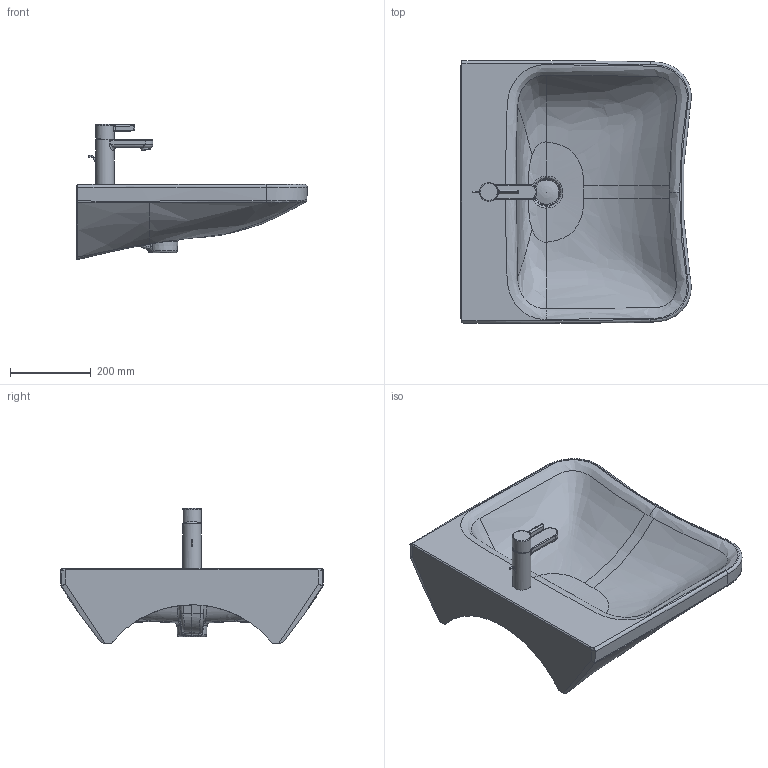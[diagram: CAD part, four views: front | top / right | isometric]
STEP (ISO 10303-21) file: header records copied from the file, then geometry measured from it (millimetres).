
FILE_DESCRIPTION((''),'2;1');
FILE_NAME('232965.stp','2014-10-25T11:07:42',('Administrator'),(''),'Autodesk Inventor 2011','Autodesk Inventor 2011','');
FILE_SCHEMA(('CONFIG_CONTROL_DESIGN'));
Length unit declared in the file: millimetre
Products named in the file (10): 232965; Armatur Durastyle Waschtisch; Fassung Sieb; Griff; Gehäuse; Hebel_Ventil; Gleitring; Kelch; Stopfen
Assembly tree (9 placements, depth 3):
  232965
    232965
    Armatur Durastyle Waschtisch
      Fassung Sieb
      Griff
      Gehäuse
      Hebel_Ventil
      Gleitring
    Kelch
    Stopfen
Bounding box: 569.86 x 649.64 x 334.79 mm (x, y, z)
Volume: 16286737.7 mm3; surface area: 1190585.6 mm2
Topology: 7 solids, 9 shells, 334 faces, 815 edges, 492 vertices
Faces by surface type: bspline 166, cylinder 70, plane 65, torus 17, sphere 9, cone 7
Full cylindrical faces by diameter (mm): 4 x2, 20.15 x1, 21.15 x1, 23.15 x1, 25 x1, 35 x1, 42 x1, 44 x1, 46 x2, 49 x1, 49.009 x1, 60 x1
Entity records: 71465 total; most frequent: CARTESIAN_POINT 64444, ORIENTED_EDGE 1548, DIRECTION 1031, EDGE_CURVE 776, VERTEX_POINT 482, AXIS2_PLACEMENT_3D 425, EDGE_LOOP 386, B_SPLINE_CURVE_WITH_KNOTS 356
